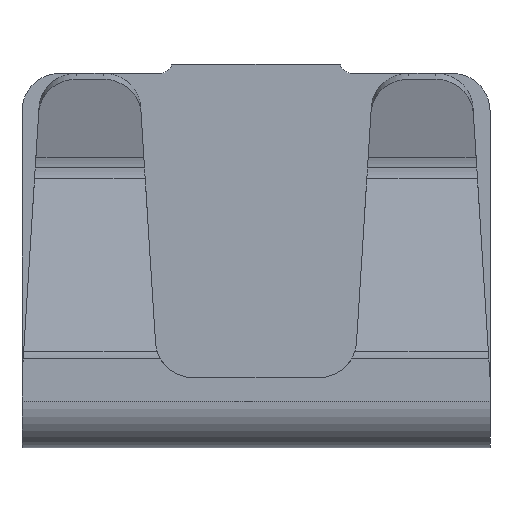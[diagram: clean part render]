
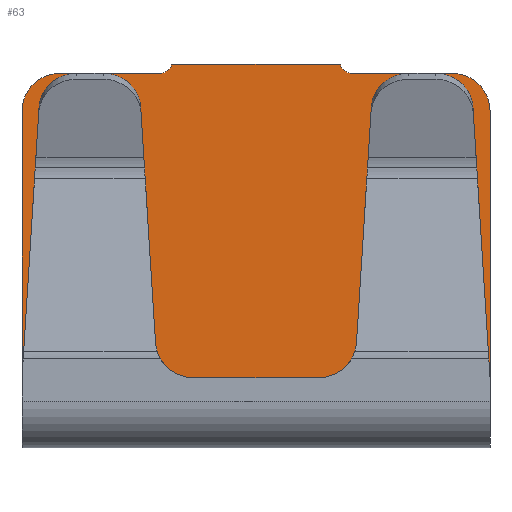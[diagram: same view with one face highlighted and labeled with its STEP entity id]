
A CAD part, front view. The second image highlights one B-rep face of the part: STEP entity #63.
In plain terms, the highlighted planar face has unit normal (0, -1, 0).
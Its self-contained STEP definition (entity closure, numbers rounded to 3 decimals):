
#63=ADVANCED_FACE('',(#129),#130,.T.);
#129=FACE_OUTER_BOUND('',#234,.T.);
#130=PLANE('',#235);
#234=EDGE_LOOP('',(#413,#414,#415,#416,#417,#418,#419,#420,#421,#422));
#235=AXIS2_PLACEMENT_3D('',#423,#424,#425);
#413=ORIENTED_EDGE('',*,*,#818,.F.);
#414=ORIENTED_EDGE('',*,*,#816,.T.);
#415=ORIENTED_EDGE('',*,*,#812,.F.);
#416=ORIENTED_EDGE('',*,*,#801,.T.);
#417=ORIENTED_EDGE('',*,*,#799,.T.);
#418=ORIENTED_EDGE('',*,*,#821,.T.);
#419=ORIENTED_EDGE('',*,*,#822,.F.);
#420=ORIENTED_EDGE('',*,*,#823,.T.);
#421=ORIENTED_EDGE('',*,*,#814,.F.);
#422=ORIENTED_EDGE('',*,*,#820,.T.);
#423=CARTESIAN_POINT('',(-2.5,0.0,4.0));
#424=DIRECTION('',(0.0,-1.0,0.0));
#425=DIRECTION('',(0.0,0.0,-1.0));
#799=EDGE_CURVE('',#954,#975,#977,.T.);
#801=EDGE_CURVE('',#980,#954,#981,.T.);
#812=EDGE_CURVE('',#980,#998,#1000,.T.);
#814=EDGE_CURVE('',#1001,#1003,#1004,.T.);
#816=EDGE_CURVE('',#1006,#998,#1007,.T.);
#818=EDGE_CURVE('',#1006,#1009,#1010,.T.);
#820=EDGE_CURVE('',#1001,#1009,#1012,.T.);
#821=EDGE_CURVE('',#975,#1013,#1014,.T.);
#822=EDGE_CURVE('',#1015,#1013,#1016,.T.);
#823=EDGE_CURVE('',#1015,#1003,#1017,.T.);
#954=VERTEX_POINT('',#1212);
#975=VERTEX_POINT('',#1240);
#977=LINE('',#1242,#1243);
#980=VERTEX_POINT('',#1246);
#981=CIRCLE('',#1247,0.4);
#998=VERTEX_POINT('',#1270);
#1000=LINE('',#1273,#1274);
#1001=VERTEX_POINT('',#1275);
#1003=VERTEX_POINT('',#1278);
#1004=LINE('',#1279,#1280);
#1006=VERTEX_POINT('',#1283);
#1007=CIRCLE('',#1284,0.13);
#1009=VERTEX_POINT('',#1287);
#1010=LINE('',#1288,#1289);
#1012=CIRCLE('',#1292,0.13);
#1013=VERTEX_POINT('',#1293);
#1014=LINE('',#1294,#1295);
#1015=VERTEX_POINT('',#1296);
#1016=LINE('',#1297,#1298);
#1017=CIRCLE('',#1299,0.4);
#1212=CARTESIAN_POINT('',(-2.5,0.0,3.6));
#1240=CARTESIAN_POINT('',(-2.5,0.0,0.5));
#1242=CARTESIAN_POINT('',(-2.5,0.0,3.6));
#1243=VECTOR('',#1581,3.1);
#1246=CARTESIAN_POINT('',(-2.1,0.0,4.0));
#1247=AXIS2_PLACEMENT_3D('',#1585,#1586,#1587);
#1270=CARTESIAN_POINT('',(-1.026,0.0,4.0));
#1273=CARTESIAN_POINT('',(-2.1,0.0,4.0));
#1274=VECTOR('',#1604,1.074);
#1275=CARTESIAN_POINT('',(1.026,0.0,4.0));
#1278=CARTESIAN_POINT('',(2.1,0.0,4.0));
#1279=CARTESIAN_POINT('',(1.026,0.0,4.0));
#1280=VECTOR('',#1606,1.074);
#1283=CARTESIAN_POINT('',(-0.9,0.0,4.1));
#1284=AXIS2_PLACEMENT_3D('',#1608,#1609,#1610);
#1287=CARTESIAN_POINT('',(0.9,0.0,4.1));
#1288=CARTESIAN_POINT('',(-0.9,0.0,4.1));
#1289=VECTOR('',#1612,1.8);
#1292=AXIS2_PLACEMENT_3D('',#1614,#1615,#1616);
#1293=CARTESIAN_POINT('',(2.5,0.0,0.5));
#1294=CARTESIAN_POINT('',(-2.5,0.0,0.5));
#1295=VECTOR('',#1617,5.0);
#1296=CARTESIAN_POINT('',(2.5,0.0,3.6));
#1297=CARTESIAN_POINT('',(2.5,0.0,3.6));
#1298=VECTOR('',#1618,3.1);
#1299=AXIS2_PLACEMENT_3D('',#1619,#1620,#1621);
#1581=DIRECTION('',(0.0,0.0,-1.0));
#1585=CARTESIAN_POINT('',(-2.1,0.0,3.6));
#1586=DIRECTION('',(0.0,-1.0,0.0));
#1587=DIRECTION('',(0.0,0.0,1.0));
#1604=DIRECTION('',(1.0,0.0,0.0));
#1606=DIRECTION('',(1.0,0.0,0.0));
#1608=CARTESIAN_POINT('',(-1.026,0.0,4.13));
#1609=DIRECTION('',(0.0,1.0,0.0));
#1610=DIRECTION('',(0.973,0.0,-0.231));
#1612=DIRECTION('',(1.0,0.0,0.0));
#1614=CARTESIAN_POINT('',(1.026,0.0,4.13));
#1615=DIRECTION('',(0.0,1.0,0.0));
#1616=DIRECTION('',(0.0,0.0,-1.0));
#1617=DIRECTION('',(1.0,0.0,0.0));
#1618=DIRECTION('',(0.0,0.0,-1.0));
#1619=CARTESIAN_POINT('',(2.1,0.0,3.6));
#1620=DIRECTION('',(0.0,-1.0,0.0));
#1621=DIRECTION('',(1.0,0.0,0.0));
